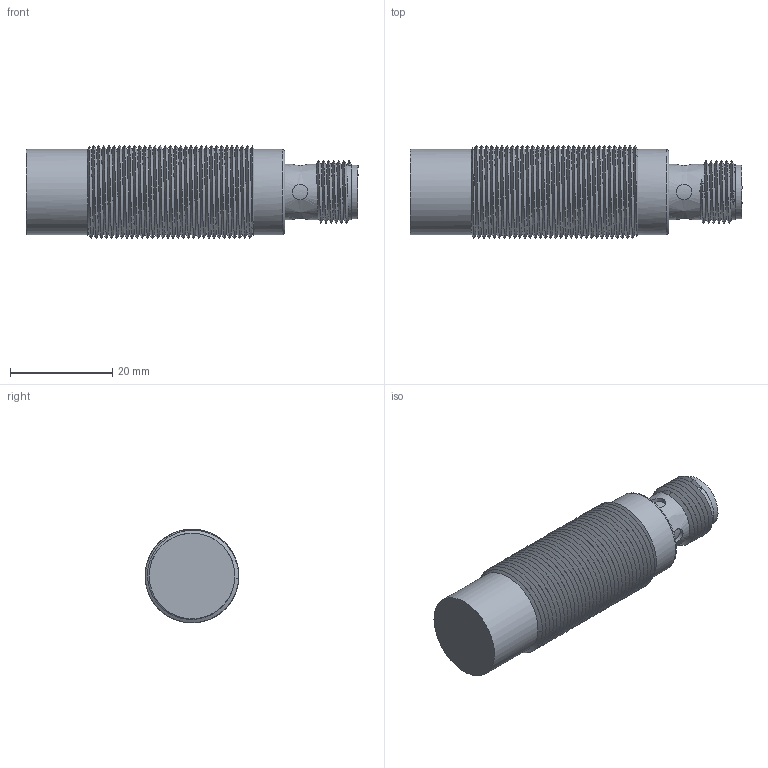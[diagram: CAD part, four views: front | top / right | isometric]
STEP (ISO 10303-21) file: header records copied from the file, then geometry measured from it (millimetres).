
FILE_DESCRIPTION( ('This file contains a STEP AP42 implementation' ,'as created by ZW3D STEP Interface translator.') ,'2;1' );
FILE_NAME( 'FCS2-1808X-XUU3.stp' ,'20 6 4.143756', (''), ('ZWCAD Software Co.'), 'Version 1.0', 'ZW3D to STEP translator', '' );
FILE_SCHEMA(('AUTOMOTIVE_DESIGN'));
Length unit declared in the file: millimetre
Products named in the file (2): 0; FCS2-1808X-XUUX
Bounding box: 64.8 x 18.26 x 18.26 mm (x, y, z)
Volume: 12861.6 mm3; surface area: 5921 mm2
Topology: 2 solids, 5 shells, 82 faces, 211 edges, 137 vertices
Faces by surface type: bspline 82
Entity records: 5209 total; most frequent: CARTESIAN_POINT 3965, ORIENTED_EDGE 411, EDGE_CURVE 207, VERTEX_POINT 137, B_SPLINE_CURVE_WITH_KNOTS 91, EDGE_LOOP 87, FACE_OUTER_BOUND 82, ADVANCED_FACE 82
